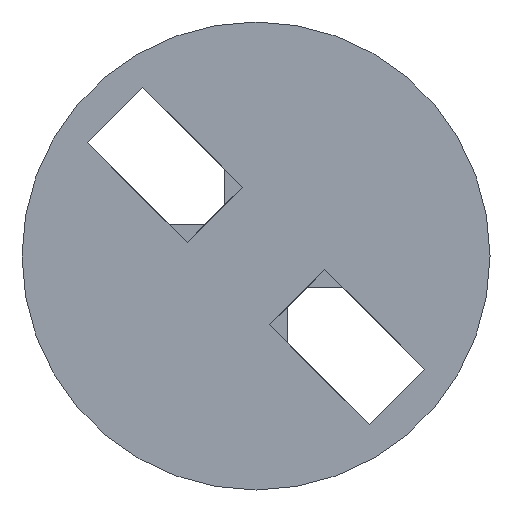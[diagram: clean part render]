
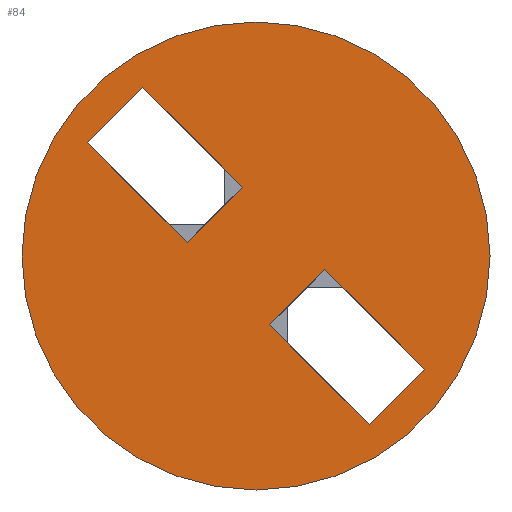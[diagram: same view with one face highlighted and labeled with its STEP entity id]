
A CAD part, front view. The second image highlights one B-rep face of the part: STEP entity #84.
In plain terms, the highlighted planar face has unit normal (0, -1, 0).
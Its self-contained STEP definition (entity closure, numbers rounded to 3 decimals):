
#84=ADVANCED_FACE('NONE',(#190,#191,#192),#193,.F.);
#190=FACE_OUTER_BOUND('',#317,.T.);
#191=FACE_BOUND('',#318,.T.);
#192=FACE_BOUND('',#319,.T.);
#193=PLANE('',#320);
#317=EDGE_LOOP('',(#513,#514));
#318=EDGE_LOOP('',(#515,#516,#517,#518));
#319=EDGE_LOOP('',(#519,#520,#521,#522));
#320=AXIS2_PLACEMENT_3D('',#523,#524,#525);
#513=ORIENTED_EDGE('',*,*,#845,.T.);
#514=ORIENTED_EDGE('',*,*,#846,.T.);
#515=ORIENTED_EDGE('',*,*,#813,.T.);
#516=ORIENTED_EDGE('',*,*,#847,.F.);
#517=ORIENTED_EDGE('',*,*,#848,.T.);
#518=ORIENTED_EDGE('',*,*,#849,.F.);
#519=ORIENTED_EDGE('',*,*,#842,.T.);
#520=ORIENTED_EDGE('',*,*,#850,.F.);
#521=ORIENTED_EDGE('',*,*,#851,.T.);
#522=ORIENTED_EDGE('',*,*,#800,.F.);
#523=CARTESIAN_POINT('',(-3.036,0.0,-3.036));
#524=DIRECTION('',(0.0,1.0,0.0));
#525=DIRECTION('',(1.0,0.0,-0.0));
#800=EDGE_CURVE('NONE',#966,#967,#968,.T.);
#813=EDGE_CURVE('NONE',#988,#989,#990,.T.);
#842=EDGE_CURVE('NONE',#966,#1034,#1035,.T.);
#845=EDGE_CURVE('NONE',#1038,#1039,#1040,.T.);
#846=EDGE_CURVE('NONE',#1039,#1038,#1041,.T.);
#847=EDGE_CURVE('NONE',#1042,#989,#1043,.T.);
#848=EDGE_CURVE('NONE',#1042,#1044,#1045,.T.);
#849=EDGE_CURVE('NONE',#988,#1044,#1046,.T.);
#850=EDGE_CURVE('NONE',#1047,#1034,#1048,.T.);
#851=EDGE_CURVE('NONE',#1047,#967,#1049,.T.);
#966=VERTEX_POINT('NONE',#1198);
#967=VERTEX_POINT('NONE',#1199);
#968=LINE('',#1200,#1201);
#988=VERTEX_POINT('NONE',#1231);
#989=VERTEX_POINT('NONE',#1232);
#990=LINE('',#1233,#1234);
#1034=VERTEX_POINT('NONE',#1300);
#1035=LINE('',#1301,#1302);
#1038=VERTEX_POINT('NONE',#1306);
#1039=VERTEX_POINT('NONE',#1307);
#1040=CIRCLE('',#1308,3.0);
#1041=CIRCLE('',#1309,3.0);
#1042=VERTEX_POINT('NONE',#1310);
#1043=LINE('',#1311,#1312);
#1044=VERTEX_POINT('NONE',#1313);
#1045=LINE('',#1314,#1315);
#1046=LINE('',#1316,#1317);
#1047=VERTEX_POINT('NONE',#1318);
#1048=LINE('',#1319,#1320);
#1049=LINE('',#1321,#1322);
#1198=CARTESIAN_POINT('',(2.157,0.,-1.45));
#1199=CARTESIAN_POINT('',(0.884,0.,-0.177));
#1200=CARTESIAN_POINT('',(0.884,0.,-0.177));
#1201=VECTOR('',#1478,1000.0);
#1231=CARTESIAN_POINT('',(-0.177,0.,0.884));
#1232=CARTESIAN_POINT('',(-0.884,0.,0.177));
#1233=CARTESIAN_POINT('',(-0.53,0.0,0.53));
#1234=VECTOR('',#1489,1000.0);
#1300=CARTESIAN_POINT('',(1.45,0.,-2.157));
#1301=CARTESIAN_POINT('',(1.803,0.0,-1.803));
#1302=VECTOR('',#1512,1000.0);
#1306=CARTESIAN_POINT('',(0.0,0.0,-3.0));
#1307=CARTESIAN_POINT('',(0.,0.0,3.0));
#1308=AXIS2_PLACEMENT_3D('',#1514,#1515,#1516);
#1309=AXIS2_PLACEMENT_3D('',#1517,#1518,#1519);
#1310=CARTESIAN_POINT('',(-2.157,0.,1.45));
#1311=CARTESIAN_POINT('',(-0.884,0.,0.177));
#1312=VECTOR('',#1520,1000.0);
#1313=CARTESIAN_POINT('',(-1.45,0.,2.157));
#1314=CARTESIAN_POINT('',(-1.803,0.0,1.803));
#1315=VECTOR('',#1521,1000.0);
#1316=CARTESIAN_POINT('',(-1.45,0.,2.157));
#1317=VECTOR('',#1522,1000.0);
#1318=CARTESIAN_POINT('',(0.177,0.,-0.884));
#1319=CARTESIAN_POINT('',(1.45,0.,-2.157));
#1320=VECTOR('',#1523,1000.0);
#1321=CARTESIAN_POINT('',(0.53,0.0,-0.53));
#1322=VECTOR('',#1524,1000.0);
#1478=DIRECTION('',(-0.707,-0.0,0.707));
#1489=DIRECTION('',(-0.707,0.0,-0.707));
#1512=DIRECTION('',(-0.707,0.0,-0.707));
#1514=CARTESIAN_POINT('',(0.0,0.0,0.0));
#1515=DIRECTION('',(0.0,-1.0,0.0));
#1516=DIRECTION('',(0.0,0.0,-1.0));
#1517=CARTESIAN_POINT('',(0.0,0.0,0.0));
#1518=DIRECTION('',(0.0,-1.0,0.0));
#1519=DIRECTION('',(0.0,0.0,-1.0));
#1520=DIRECTION('',(0.707,-0.0,-0.707));
#1521=DIRECTION('',(0.707,0.0,0.707));
#1522=DIRECTION('',(-0.707,-0.0,0.707));
#1523=DIRECTION('',(0.707,-0.0,-0.707));
#1524=DIRECTION('',(0.707,0.0,0.707));
